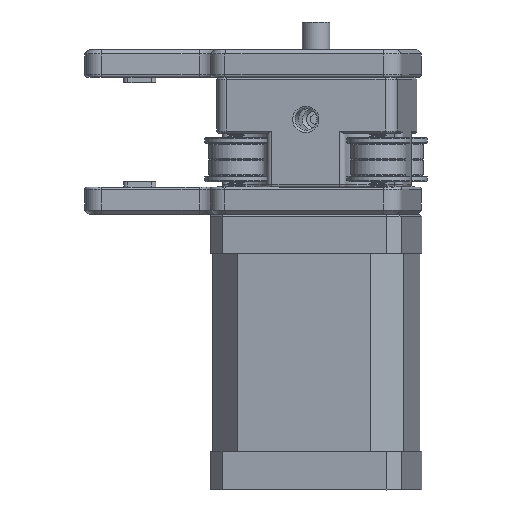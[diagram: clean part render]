
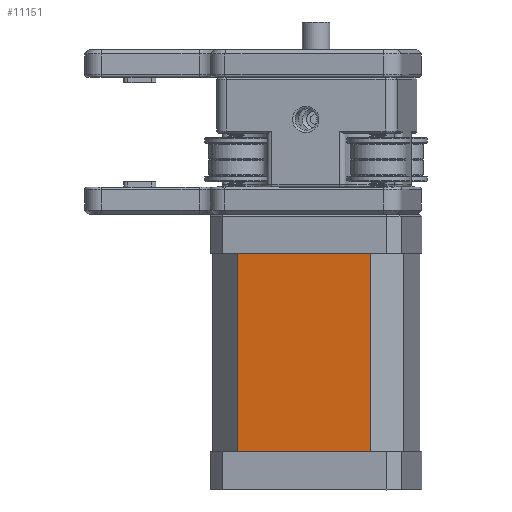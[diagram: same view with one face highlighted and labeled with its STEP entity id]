
A CAD part, front view. The second image highlights one B-rep face of the part: STEP entity #11151.
In plain terms, the highlighted face is planar.
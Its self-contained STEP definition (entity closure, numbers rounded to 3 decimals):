
#1764=FACE_OUTER_BOUND('',#2482,.T.);
#2482=EDGE_LOOP('',(#7724,#7725,#7726,#7727));
#3311=LINE('',#17295,#4053);
#3320=LINE('',#17317,#4062);
#3321=LINE('',#17319,#4063);
#3322=LINE('',#17320,#4064);
#4053=VECTOR('',#13600,1000.);
#4062=VECTOR('',#13619,1000.);
#4063=VECTOR('',#13620,1000.);
#4064=VECTOR('',#13621,1000.);
#4799=VERTEX_POINT('',#17292);
#4800=VERTEX_POINT('',#17294);
#4808=VERTEX_POINT('',#17316);
#4809=VERTEX_POINT('',#17318);
#5923=EDGE_CURVE('',#4800,#4799,#3311,.T.);
#5934=EDGE_CURVE('',#4800,#4808,#3320,.T.);
#5935=EDGE_CURVE('',#4799,#4809,#3321,.T.);
#5936=EDGE_CURVE('',#4809,#4808,#3322,.T.);
#7724=ORIENTED_EDGE('',*,*,#5934,.F.);
#7725=ORIENTED_EDGE('',*,*,#5923,.T.);
#7726=ORIENTED_EDGE('',*,*,#5935,.T.);
#7727=ORIENTED_EDGE('',*,*,#5936,.T.);
#10939=PLANE('',#11983);
#11151=ADVANCED_FACE('',(#1764),#10939,.T.);
#11983=AXIS2_PLACEMENT_3D('',#17315,#13617,#13618);
#13600=DIRECTION('',(-1.,0.,0.));
#13617=DIRECTION('center_axis',(0.,0.,
-1.));
#13618=DIRECTION('ref_axis',(-1.,0.,0.));
#13619=DIRECTION('',(0.,1.,0.));
#13620=DIRECTION('',(0.,1.,0.));
#13621=DIRECTION('',(1.,0.,0.));
#17292=CARTESIAN_POINT('',(5.302,-36.,0.));
#17294=CARTESIAN_POINT('',(29.698,-36.,0.));
#17295=CARTESIAN_POINT('',(29.698,-36.,0.));
#17315=CARTESIAN_POINT('Origin',(0.,0.,
0.));
#17316=CARTESIAN_POINT('',(29.698,0.,0.));
#17317=CARTESIAN_POINT('',(29.698,-18.,0.));
#17318=CARTESIAN_POINT('',(5.302,0.,0.));
#17319=CARTESIAN_POINT('',(5.302,-18.,0.));
#17320=CARTESIAN_POINT('',(0.,0.,0.));
